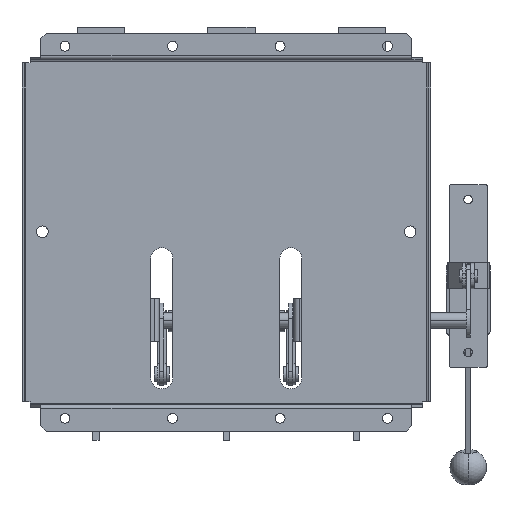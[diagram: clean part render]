
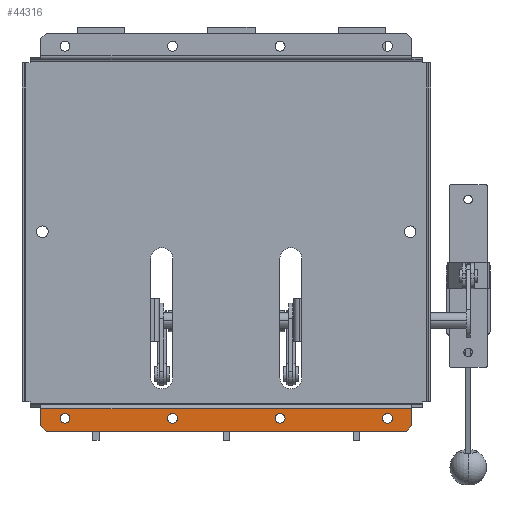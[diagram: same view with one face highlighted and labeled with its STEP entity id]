
A CAD part, front view. The second image highlights one B-rep face of the part: STEP entity #44316.
In plain terms, the highlighted planar face has unit normal (0, -1, 0).
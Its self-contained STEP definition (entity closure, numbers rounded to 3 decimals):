
#56 = CIRCLE ( 'NONE', #7648, 4.6 ) ;
#165 = CARTESIAN_POINT ( 'NONE',  ( 167.5, -22., -185. ) ) ;
#397 = EDGE_CURVE ( 'NONE', #24601, #2715, #27730, .T. ) ;
#419 = CIRCLE ( 'NONE', #46341, 4.6 ) ;
#1540 = CARTESIAN_POINT ( 'NONE',  ( -172.5, -22., 0. ) ) ;
#1932 = DIRECTION ( 'NONE',  ( 0., -1., 0. ) ) ;
#2219 = CARTESIAN_POINT ( 'NONE',  ( 150., -22., -177.6 ) ) ;
#2259 = DIRECTION ( 'NONE',  ( 0., 1., 0. ) ) ;
#2514 = ORIENTED_EDGE ( 'NONE', *, *, #30300, .T. ) ;
#2561 = CARTESIAN_POINT ( 'NONE',  ( 172.5, -22., 0. ) ) ;
#2715 = VERTEX_POINT ( 'NONE', #18532 ) ;
#3233 = VERTEX_POINT ( 'NONE', #45396 ) ;
#5115 = VECTOR ( 'NONE', #5965, 1000. ) ;
#5183 = ORIENTED_EDGE ( 'NONE', *, *, #27721, .T. ) ;
#5339 = EDGE_CURVE ( 'NONE', #3233, #29705, #31877, .T. ) ;
#5643 = EDGE_CURVE ( 'NONE', #48752, #24768, #20934, .T. ) ;
#5965 = DIRECTION ( 'NONE',  ( 0., 0., -1. ) ) ;
#6849 = VECTOR ( 'NONE', #7923, 1000. ) ;
#7361 = EDGE_CURVE ( 'NONE', #38360, #10220, #34784, .T. ) ;
#7648 = AXIS2_PLACEMENT_3D ( 'NONE', #10394, #14618, #49549 ) ;
#7923 = DIRECTION ( 'NONE',  ( 0.707, 0., 0.707 ) ) ;
#8473 = CARTESIAN_POINT ( 'NONE',  ( 172.5, -22., -180. ) ) ;
#8634 = DIRECTION ( 'NONE',  ( 0., 0., 1. ) ) ;
#9187 = EDGE_CURVE ( 'NONE', #29705, #3233, #56, .T. ) ;
#9761 = DIRECTION ( 'NONE',  ( 0., 0., 1. ) ) ;
#9806 = ORIENTED_EDGE ( 'NONE', *, *, #36070, .T. ) ;
#10023 = CARTESIAN_POINT ( 'NONE',  ( 150., -22., -173. ) ) ;
#10220 = VERTEX_POINT ( 'NONE', #32233 ) ;
#10271 = VERTEX_POINT ( 'NONE', #35943 ) ;
#10394 = CARTESIAN_POINT ( 'NONE',  ( 50., -22., -173. ) ) ;
#11929 = ORIENTED_EDGE ( 'NONE', *, *, #5339, .F. ) ;
#12292 = DIRECTION ( 'NONE',  ( 0., -1., 0. ) ) ;
#12594 = AXIS2_PLACEMENT_3D ( 'NONE', #26827, #34622, #34797 ) ;
#12894 = FACE_BOUND ( 'NONE', #31146, .T. ) ;
#13518 = CARTESIAN_POINT ( 'NONE',  ( -172.5, -22., -164. ) ) ;
#13691 = AXIS2_PLACEMENT_3D ( 'NONE', #46744, #31284, #8634 ) ;
#13818 = CARTESIAN_POINT ( 'NONE',  ( 0., -22., 0. ) ) ;
#14084 = DIRECTION ( 'NONE',  ( 0., 0., 1. ) ) ;
#14202 = EDGE_CURVE ( 'NONE', #2715, #24601, #16141, .T. ) ;
#14618 = DIRECTION ( 'NONE',  ( 0., -1., 0. ) ) ;
#16141 = CIRCLE ( 'NONE', #27429, 4.6 ) ;
#16483 = ORIENTED_EDGE ( 'NONE', *, *, #5643, .F. ) ;
#16636 = DIRECTION ( 'NONE',  ( 1., 0., 0. ) ) ;
#18283 = DIRECTION ( 'NONE',  ( 1., 0., 0. ) ) ;
#18336 = LINE ( 'NONE', #39328, #6849 ) ;
#18532 = CARTESIAN_POINT ( 'NONE',  ( 150., -22., -168.4 ) ) ;
#18620 = CARTESIAN_POINT ( 'NONE',  ( 50., -22., -177.6 ) ) ;
#18845 = LINE ( 'NONE', #2561, #38199 ) ;
#18934 = VERTEX_POINT ( 'NONE', #13518 ) ;
#19460 = CARTESIAN_POINT ( 'NONE',  ( -50., -22., -168.4 ) ) ;
#19839 = VERTEX_POINT ( 'NONE', #39947 ) ;
#20081 = EDGE_LOOP ( 'NONE', ( #5183, #9806, #46448, #21166, #2514, #25873 ) ) ;
#20701 = FACE_OUTER_BOUND ( 'NONE', #20081, .T. ) ;
#20934 = CIRCLE ( 'NONE', #46329, 4.6 ) ;
#21166 = ORIENTED_EDGE ( 'NONE', *, *, #39117, .T. ) ;
#21539 = VECTOR ( 'NONE', #41368, 1000. ) ;
#22130 = DIRECTION ( 'NONE',  ( 0., -1., 0. ) ) ;
#22483 = ORIENTED_EDGE ( 'NONE', *, *, #397, .F. ) ;
#23946 = LINE ( 'NONE', #45148, #21539 ) ;
#24601 = VERTEX_POINT ( 'NONE', #2219 ) ;
#24768 = VERTEX_POINT ( 'NONE', #19460 ) ;
#25873 = ORIENTED_EDGE ( 'NONE', *, *, #50084, .F. ) ;
#26028 = CARTESIAN_POINT ( 'NONE',  ( -50., -22., -173. ) ) ;
#26122 = DIRECTION ( 'NONE',  ( 0., -1., 0. ) ) ;
#26827 = CARTESIAN_POINT ( 'NONE',  ( 50., -22., -173. ) ) ;
#27429 = AXIS2_PLACEMENT_3D ( 'NONE', #10023, #44540, #14084 ) ;
#27721 = EDGE_CURVE ( 'NONE', #18934, #19839, #43258, .T. ) ;
#27730 = CIRCLE ( 'NONE', #13691, 4.6 ) ;
#28961 = CARTESIAN_POINT ( 'NONE',  ( -50., -22., -177.6 ) ) ;
#29705 = VERTEX_POINT ( 'NONE', #18620 ) ;
#29828 = LINE ( 'NONE', #41081, #46814 ) ;
#29902 = EDGE_CURVE ( 'NONE', #24768, #48752, #34646, .T. ) ;
#30300 = EDGE_CURVE ( 'NONE', #43687, #35248, #18845, .T. ) ;
#31091 = ORIENTED_EDGE ( 'NONE', *, *, #14202, .F. ) ;
#31102 = ORIENTED_EDGE ( 'NONE', *, *, #29902, .F. ) ;
#31146 = EDGE_LOOP ( 'NONE', ( #31091, #22483 ) ) ;
#31284 = DIRECTION ( 'NONE',  ( 0., -1., 0. ) ) ;
#31546 = ORIENTED_EDGE ( 'NONE', *, *, #7361, .F. ) ;
#31868 = CARTESIAN_POINT ( 'NONE',  ( -50., -22., -173. ) ) ;
#31877 = CIRCLE ( 'NONE', #12594, 4.6 ) ;
#32001 = CARTESIAN_POINT ( 'NONE',  ( 172.5, -22., -164. ) ) ;
#32233 = CARTESIAN_POINT ( 'NONE',  ( -150., -22., -177.6 ) ) ;
#32335 = EDGE_CURVE ( 'NONE', #10271, #49121, #29828, .T. ) ;
#32677 = AXIS2_PLACEMENT_3D ( 'NONE', #31868, #12292, #43547 ) ;
#32751 = VECTOR ( 'NONE', #16636, 1000. ) ;
#33138 = AXIS2_PLACEMENT_3D ( 'NONE', #13818, #2259, #44958 ) ;
#34438 = EDGE_LOOP ( 'NONE', ( #31546, #41131 ) ) ;
#34622 = DIRECTION ( 'NONE',  ( 0., -1., 0. ) ) ;
#34646 = CIRCLE ( 'NONE', #32677, 4.6 ) ;
#34784 = CIRCLE ( 'NONE', #41238, 4.6 ) ;
#34797 = DIRECTION ( 'NONE',  ( 0., 0., 1. ) ) ;
#35248 = VERTEX_POINT ( 'NONE', #50197 ) ;
#35943 = CARTESIAN_POINT ( 'NONE',  ( -167.5, -22., -185. ) ) ;
#36070 = EDGE_CURVE ( 'NONE', #19839, #10271, #23946, .T. ) ;
#37193 = DIRECTION ( 'NONE',  ( 0., 0., 1. ) ) ;
#38153 = LINE ( 'NONE', #32001, #32751 ) ;
#38199 = VECTOR ( 'NONE', #49869, 1000. ) ;
#38360 = VERTEX_POINT ( 'NONE', #48653 ) ;
#39117 = EDGE_CURVE ( 'NONE', #49121, #43687, #18336, .T. ) ;
#39328 = CARTESIAN_POINT ( 'NONE',  ( 172.5, -22., -180. ) ) ;
#39947 = CARTESIAN_POINT ( 'NONE',  ( -172.5, -22., -180. ) ) ;
#40494 = PLANE ( 'NONE',  #33138 ) ;
#40670 = CARTESIAN_POINT ( 'NONE',  ( -150., -22., -173. ) ) ;
#41081 = CARTESIAN_POINT ( 'NONE',  ( 0., -22., -185. ) ) ;
#41131 = ORIENTED_EDGE ( 'NONE', *, *, #48386, .F. ) ;
#41238 = AXIS2_PLACEMENT_3D ( 'NONE', #40670, #1932, #9761 ) ;
#41368 = DIRECTION ( 'NONE',  ( 0.707, 0., -0.707 ) ) ;
#41842 = DIRECTION ( 'NONE',  ( 0., 0., 1. ) ) ;
#43258 = LINE ( 'NONE', #1540, #5115 ) ;
#43547 = DIRECTION ( 'NONE',  ( 0., 0., 1. ) ) ;
#43687 = VERTEX_POINT ( 'NONE', #8473 ) ;
#43740 = FACE_BOUND ( 'NONE', #46053, .T. ) ;
#44316 = ADVANCED_FACE ( 'NONE', ( #43740, #12894, #48023, #44985, #20701 ), #40494, .F. ) ;
#44540 = DIRECTION ( 'NONE',  ( 0., -1., 0. ) ) ;
#44958 = DIRECTION ( 'NONE',  ( 0., 0., 1. ) ) ;
#44985 = FACE_BOUND ( 'NONE', #47333, .T. ) ;
#45148 = CARTESIAN_POINT ( 'NONE',  ( -167.5, -22., -185. ) ) ;
#45396 = CARTESIAN_POINT ( 'NONE',  ( 50., -22., -168.4 ) ) ;
#46053 = EDGE_LOOP ( 'NONE', ( #11929, #49307 ) ) ;
#46124 = CARTESIAN_POINT ( 'NONE',  ( -150., -22., -173. ) ) ;
#46329 = AXIS2_PLACEMENT_3D ( 'NONE', #26028, #22130, #37193 ) ;
#46341 = AXIS2_PLACEMENT_3D ( 'NONE', #46124, #26122, #41842 ) ;
#46448 = ORIENTED_EDGE ( 'NONE', *, *, #32335, .T. ) ;
#46744 = CARTESIAN_POINT ( 'NONE',  ( 150., -22., -173. ) ) ;
#46814 = VECTOR ( 'NONE', #18283, 1000. ) ;
#47333 = EDGE_LOOP ( 'NONE', ( #31102, #16483 ) ) ;
#48023 = FACE_BOUND ( 'NONE', #34438, .T. ) ;
#48386 = EDGE_CURVE ( 'NONE', #10220, #38360, #419, .T. ) ;
#48653 = CARTESIAN_POINT ( 'NONE',  ( -150., -22., -168.4 ) ) ;
#48752 = VERTEX_POINT ( 'NONE', #28961 ) ;
#49121 = VERTEX_POINT ( 'NONE', #165 ) ;
#49307 = ORIENTED_EDGE ( 'NONE', *, *, #9187, .F. ) ;
#49549 = DIRECTION ( 'NONE',  ( 0., 0., 1. ) ) ;
#49869 = DIRECTION ( 'NONE',  ( 0., 0., 1. ) ) ;
#50084 = EDGE_CURVE ( 'NONE', #18934, #35248, #38153, .T. ) ;
#50197 = CARTESIAN_POINT ( 'NONE',  ( 172.5, -22., -164. ) ) ;
